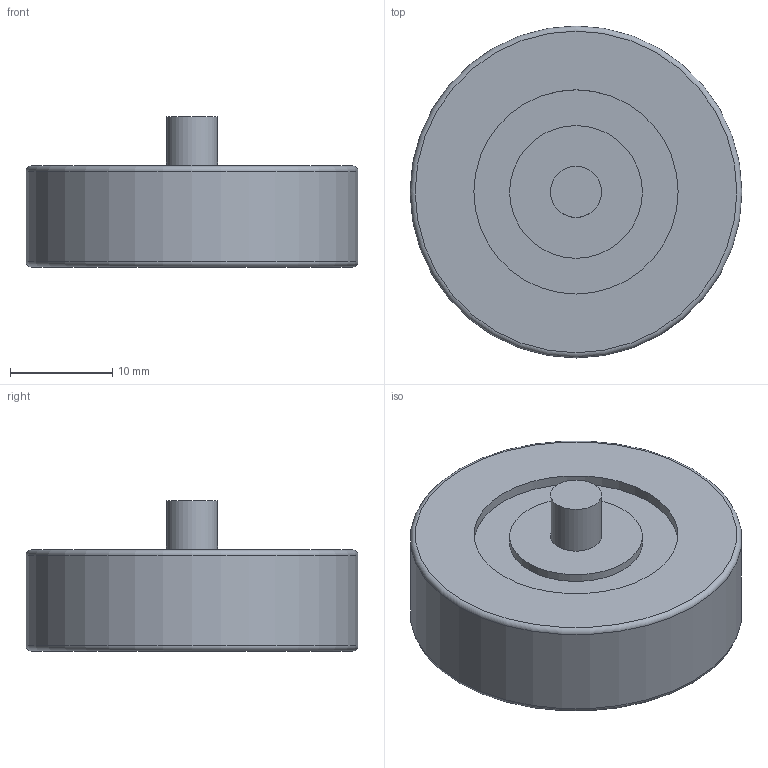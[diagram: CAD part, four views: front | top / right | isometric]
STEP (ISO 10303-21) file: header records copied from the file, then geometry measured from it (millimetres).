
FILE_DESCRIPTION(/* description */ (''),/* implementation_level */ '2;1');
FILE_NAME(/* name */ 'clippard_r331_top.step',/* time_stamp */ '2020-12-02T21:02:48+01:00',/* author */ (''),/* organization */ (''),/* preprocessor_version */ 'ST-DEVELOPER v18.1',/* originating_system */ 'Autodesk Translation Framework v9.3.0.1241',/* authorisation */ '');
FILE_SCHEMA (('AUTOMOTIVE_DESIGN { 1 0 10303 214 3 1 1 }'));
Length unit declared in the file: millimetre
Products named in the file (1): clippard_r331_top
Bounding box: 32.5 x 32.5 x 14.7 mm (x, y, z)
Volume: 7994 mm3; surface area: 2878.5 mm2
Topology: 1 solids, 1 shells, 13 faces, 20 edges, 13 vertices
Faces by surface type: plane 6, cylinder 5, torus 2
Full cylindrical faces by diameter (mm): 5 x2, 13 x1, 20 x1, 32.5 x1
Entity records: 334 total; most frequent: DIRECTION 63, CARTESIAN_POINT 47, ORIENTED_EDGE 40, AXIS2_PLACEMENT_3D 29, EDGE_CURVE 20, EDGE_LOOP 17, CIRCLE 15, FACE_OUTER_BOUND 13
